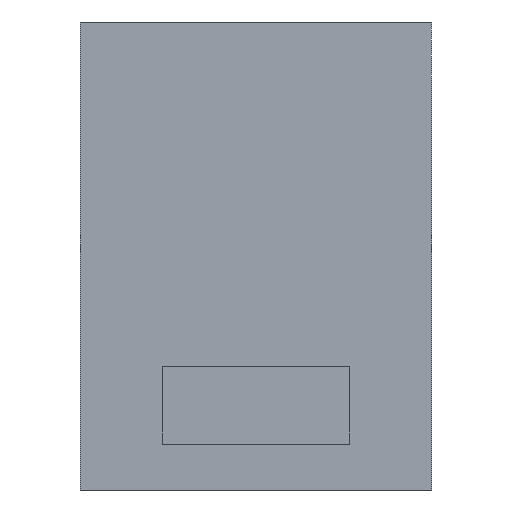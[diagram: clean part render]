
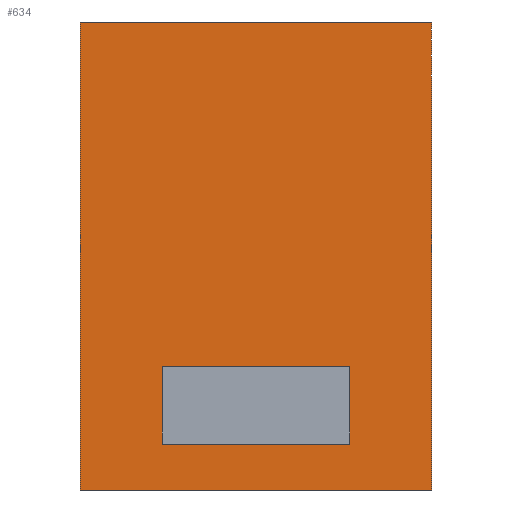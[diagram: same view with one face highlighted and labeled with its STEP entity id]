
A CAD part, front view. The second image highlights one B-rep face of the part: STEP entity #634.
In plain terms, the highlighted planar face has unit normal (0, -1, 0).
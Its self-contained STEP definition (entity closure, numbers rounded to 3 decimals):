
#10 = LINE ( 'NONE', #443, #384 ) ;
#13 = VERTEX_POINT ( 'NONE', #335 ) ;
#25 = VERTEX_POINT ( 'NONE', #304 ) ;
#26 = ORIENTED_EDGE ( 'NONE', *, *, #809, .F. ) ;
#30 = LINE ( 'NONE', #267, #694 ) ;
#32 = VERTEX_POINT ( 'NONE', #708 ) ;
#65 = DIRECTION ( 'NONE',  ( -1., 0., 0. ) ) ;
#66 = EDGE_CURVE ( 'NONE', #13, #123, #30, .T. ) ;
#73 = AXIS2_PLACEMENT_3D ( 'NONE', #600, #323, #815 ) ;
#123 = VERTEX_POINT ( 'NONE', #891 ) ;
#145 = LINE ( 'NONE', #292, #726 ) ;
#174 = DIRECTION ( 'NONE',  ( 1., 0., 0. ) ) ;
#177 = ORIENTED_EDGE ( 'NONE', *, *, #558, .F. ) ;
#181 = VECTOR ( 'NONE', #174, 1000. ) ;
#192 = ORIENTED_EDGE ( 'NONE', *, *, #620, .F. ) ;
#194 = VECTOR ( 'NONE', #723, 1000. ) ;
#201 = EDGE_LOOP ( 'NONE', ( #177, #623, #26, #756 ) ) ;
#211 = CARTESIAN_POINT ( 'NONE',  ( -4., -3.5, -4.71 ) ) ;
#232 = ORIENTED_EDGE ( 'NONE', *, *, #399, .T. ) ;
#235 = LINE ( 'NONE', #242, #433 ) ;
#242 = CARTESIAN_POINT ( 'NONE',  ( 7.5, -3.5, 10. ) ) ;
#262 = LINE ( 'NONE', #872, #194 ) ;
#267 = CARTESIAN_POINT ( 'NONE',  ( -7.5, -3.5, 10. ) ) ;
#276 = LINE ( 'NONE', #881, #181 ) ;
#287 = CARTESIAN_POINT ( 'NONE',  ( -7.5, -3.5, -10. ) ) ;
#292 = CARTESIAN_POINT ( 'NONE',  ( -4., -3.5, -4.71 ) ) ;
#293 = EDGE_CURVE ( 'NONE', #681, #671, #235, .T. ) ;
#304 = CARTESIAN_POINT ( 'NONE',  ( -4., -3.5, -8.04 ) ) ;
#317 = PLANE ( 'NONE',  #73 ) ;
#323 = DIRECTION ( 'NONE',  ( 0., 1., 0. ) ) ;
#335 = CARTESIAN_POINT ( 'NONE',  ( -7.5, -3.5, 10. ) ) ;
#370 = DIRECTION ( 'NONE',  ( 1., 0., 0. ) ) ;
#384 = VECTOR ( 'NONE', #370, 1000. ) ;
#391 = CARTESIAN_POINT ( 'NONE',  ( 7.5, -3.5, -10. ) ) ;
#399 = EDGE_CURVE ( 'NONE', #123, #671, #759, .T. ) ;
#407 = FACE_BOUND ( 'NONE', #201, .T. ) ;
#409 = DIRECTION ( 'NONE',  ( 0., 0., -1. ) ) ;
#433 = VECTOR ( 'NONE', #651, 1000. ) ;
#438 = EDGE_CURVE ( 'NONE', #661, #484, #652, .T. ) ;
#443 = CARTESIAN_POINT ( 'NONE',  ( -4., -3.5, -8.04 ) ) ;
#452 = CARTESIAN_POINT ( 'NONE',  ( -4., -3.5, -4.71 ) ) ;
#484 = VERTEX_POINT ( 'NONE', #452 ) ;
#500 = DIRECTION ( 'NONE',  ( 0., 0., -1. ) ) ;
#517 = CARTESIAN_POINT ( 'NONE',  ( 7.5, -3.5, 10. ) ) ;
#535 = FACE_OUTER_BOUND ( 'NONE', #805, .T. ) ;
#558 = EDGE_CURVE ( 'NONE', #32, #661, #262, .T. ) ;
#566 = DIRECTION ( 'NONE',  ( 1., 0., 0. ) ) ;
#600 = CARTESIAN_POINT ( 'NONE',  ( -7.5, -3.5, 10. ) ) ;
#608 = CARTESIAN_POINT ( 'NONE',  ( 4., -3.5, -4.71 ) ) ;
#620 = EDGE_CURVE ( 'NONE', #13, #681, #276, .T. ) ;
#623 = ORIENTED_EDGE ( 'NONE', *, *, #750, .F. ) ;
#624 = VECTOR ( 'NONE', #566, 1000. ) ;
#634 = ADVANCED_FACE ( 'NONE', ( #535, #407 ), #317, .F. ) ;
#651 = DIRECTION ( 'NONE',  ( 0., 0., -1. ) ) ;
#652 = LINE ( 'NONE', #211, #697 ) ;
#661 = VERTEX_POINT ( 'NONE', #608 ) ;
#663 = ORIENTED_EDGE ( 'NONE', *, *, #293, .F. ) ;
#671 = VERTEX_POINT ( 'NONE', #391 ) ;
#681 = VERTEX_POINT ( 'NONE', #517 ) ;
#694 = VECTOR ( 'NONE', #409, 1000. ) ;
#697 = VECTOR ( 'NONE', #65, 1000. ) ;
#708 = CARTESIAN_POINT ( 'NONE',  ( 4., -3.5, -8.04 ) ) ;
#723 = DIRECTION ( 'NONE',  ( 0., 0., 1. ) ) ;
#726 = VECTOR ( 'NONE', #500, 1000. ) ;
#750 = EDGE_CURVE ( 'NONE', #25, #32, #10, .T. ) ;
#756 = ORIENTED_EDGE ( 'NONE', *, *, #438, .F. ) ;
#759 = LINE ( 'NONE', #287, #624 ) ;
#798 = ORIENTED_EDGE ( 'NONE', *, *, #66, .T. ) ;
#805 = EDGE_LOOP ( 'NONE', ( #232, #663, #192, #798 ) ) ;
#809 = EDGE_CURVE ( 'NONE', #484, #25, #145, .T. ) ;
#815 = DIRECTION ( 'NONE',  ( 0., 0., 1. ) ) ;
#872 = CARTESIAN_POINT ( 'NONE',  ( 4., -3.5, -4.71 ) ) ;
#881 = CARTESIAN_POINT ( 'NONE',  ( -7.5, -3.5, 10. ) ) ;
#891 = CARTESIAN_POINT ( 'NONE',  ( -7.5, -3.5, -10. ) ) ;
